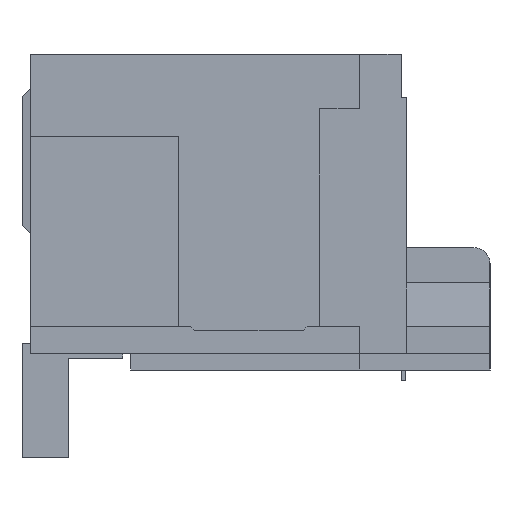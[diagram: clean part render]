
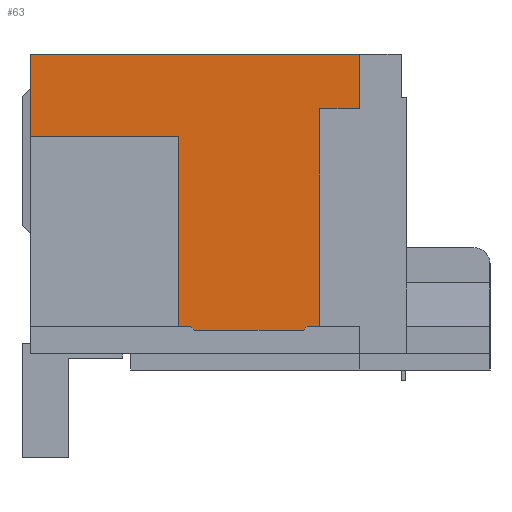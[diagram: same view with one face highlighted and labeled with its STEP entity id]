
A CAD part, left-side view. The second image highlights one B-rep face of the part: STEP entity #63.
In plain terms, the highlighted planar face has unit normal (-1, 0, 0).
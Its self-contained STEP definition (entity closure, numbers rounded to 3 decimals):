
#63=ADVANCED_FACE('',(#347),#348,.F.);
#347=FACE_OUTER_BOUND('',#920,.T.);
#348=PLANE('',#921);
#920=EDGE_LOOP('',(#1498,#1499,#1500,#1501,#1502,#1503,#1504,#1505,#1506,#1507,#1508,#1509));
#921=AXIS2_PLACEMENT_3D('',#1510,#1511,#1512);
#1498=ORIENTED_EDGE('',*,*,#3843,.F.);
#1499=ORIENTED_EDGE('',*,*,#3844,.F.);
#1500=ORIENTED_EDGE('',*,*,#3845,.F.);
#1501=ORIENTED_EDGE('',*,*,#3846,.F.);
#1502=ORIENTED_EDGE('',*,*,#3847,.F.);
#1503=ORIENTED_EDGE('',*,*,#3848,.F.);
#1504=ORIENTED_EDGE('',*,*,#3849,.F.);
#1505=ORIENTED_EDGE('',*,*,#3850,.F.);
#1506=ORIENTED_EDGE('',*,*,#3851,.F.);
#1507=ORIENTED_EDGE('',*,*,#3852,.F.);
#1508=ORIENTED_EDGE('',*,*,#3853,.F.);
#1509=ORIENTED_EDGE('',*,*,#3854,.F.);
#1510=CARTESIAN_POINT('',(-9.415,0.0,0.0));
#1511=DIRECTION('',(1.0,0.0,0.0));
#1512=DIRECTION('',(0.0,1.0,0.0));
#3843=EDGE_CURVE('',#4601,#4602,#4603,.T.);
#3844=EDGE_CURVE('',#4604,#4601,#4605,.T.);
#3845=EDGE_CURVE('',#4606,#4604,#4607,.T.);
#3846=EDGE_CURVE('',#4608,#4606,#4609,.T.);
#3847=EDGE_CURVE('',#4610,#4608,#4611,.T.);
#3848=EDGE_CURVE('',#4612,#4610,#4613,.T.);
#3849=EDGE_CURVE('',#4614,#4612,#4615,.T.);
#3850=EDGE_CURVE('',#4616,#4614,#4617,.T.);
#3851=EDGE_CURVE('',#4618,#4616,#4619,.T.);
#3852=EDGE_CURVE('',#4620,#4618,#4621,.T.);
#3853=EDGE_CURVE('',#4622,#4620,#4623,.T.);
#3854=EDGE_CURVE('',#4602,#4622,#4624,.T.);
#4601=VERTEX_POINT('',#5846);
#4602=VERTEX_POINT('',#5847);
#4603=LINE('',#5848,#5849);
#4604=VERTEX_POINT('',#5850);
#4605=LINE('',#5851,#5852);
#4606=VERTEX_POINT('',#5853);
#4607=LINE('',#5854,#5855);
#4608=VERTEX_POINT('',#5856);
#4609=LINE('',#5857,#5858);
#4610=VERTEX_POINT('',#5859);
#4611=LINE('',#5860,#5861);
#4612=VERTEX_POINT('',#5862);
#4613=LINE('',#5863,#5864);
#4614=VERTEX_POINT('',#5865);
#4615=LINE('',#5866,#5867);
#4616=VERTEX_POINT('',#5868);
#4617=LINE('',#5869,#5870);
#4618=VERTEX_POINT('',#5871);
#4619=LINE('',#5872,#5873);
#4620=VERTEX_POINT('',#5874);
#4621=LINE('',#5875,#5876);
#4622=VERTEX_POINT('',#5877);
#4623=LINE('',#5878,#5879);
#4624=LINE('',#5880,#5881);
#5846=CARTESIAN_POINT('',(-9.415,10.9,5.05));
#5847=CARTESIAN_POINT('',(-9.415,10.9,6.55));
#5848=CARTESIAN_POINT('',(-9.415,10.9,5.05));
#5849=VECTOR('',#7810,1.0);
#5850=CARTESIAN_POINT('',(-9.415,8.18,5.05));
#5851=CARTESIAN_POINT('',(-9.415,8.18,5.05));
#5852=VECTOR('',#7811,1.0);
#5853=CARTESIAN_POINT('',(-9.415,8.18,1.55));
#5854=CARTESIAN_POINT('',(-9.415,8.18,1.55));
#5855=VECTOR('',#7812,1.0);
#5856=CARTESIAN_POINT('',(-9.415,7.95,1.55));
#5857=CARTESIAN_POINT('',(-9.415,0.0,1.55));
#5858=VECTOR('',#7813,1.0);
#5859=CARTESIAN_POINT('',(-9.415,7.88,1.48));
#5860=CARTESIAN_POINT('',(-9.415,7.88,1.48));
#5861=VECTOR('',#7814,1.0);
#5862=CARTESIAN_POINT('',(-9.415,5.88,1.48));
#5863=CARTESIAN_POINT('',(-9.415,5.88,1.48));
#5864=VECTOR('',#7815,1.0);
#5865=CARTESIAN_POINT('',(-9.415,5.81,1.55));
#5866=CARTESIAN_POINT('',(-9.415,5.68,1.68));
#5867=VECTOR('',#7816,1.0);
#5868=CARTESIAN_POINT('',(-9.415,5.58,1.55));
#5869=CARTESIAN_POINT('',(-9.415,0.0,1.55));
#5870=VECTOR('',#7817,1.0);
#5871=CARTESIAN_POINT('',(-9.415,5.58,5.55));
#5872=CARTESIAN_POINT('',(-9.415,5.58,5.55));
#5873=VECTOR('',#7818,1.0);
#5874=CARTESIAN_POINT('',(-9.415,4.85,5.55));
#5875=CARTESIAN_POINT('',(-9.415,4.85,5.55));
#5876=VECTOR('',#7819,1.0);
#5877=CARTESIAN_POINT('',(-9.415,4.85,6.55));
#5878=CARTESIAN_POINT('',(-9.415,4.85,6.55));
#5879=VECTOR('',#7820,1.0);
#5880=CARTESIAN_POINT('',(-9.415,10.9,6.55));
#5881=VECTOR('',#7821,1.0);
#7810=DIRECTION('',(0.0,0.,1.0));
#7811=DIRECTION('',(0.0,1.0,0.0));
#7812=DIRECTION('',(0.0,0.,1.0));
#7813=DIRECTION('',(0.0,1.0,0.0));
#7814=DIRECTION('',(0.0,0.707,0.707));
#7815=DIRECTION('',(0.0,1.0,0.));
#7816=DIRECTION('',(0.0,0.707,-0.707));
#7817=DIRECTION('',(0.0,1.0,0.0));
#7818=DIRECTION('',(0.0,0.,-1.0));
#7819=DIRECTION('',(0.0,1.0,0.));
#7820=DIRECTION('',(0.0,0.0,-1.0));
#7821=DIRECTION('',(0.0,-1.0,0.));
